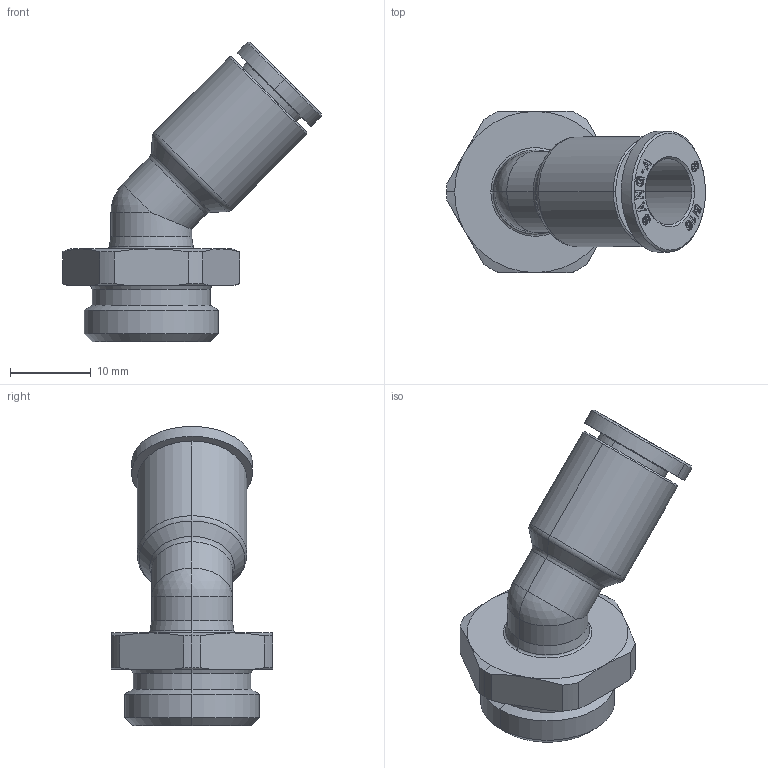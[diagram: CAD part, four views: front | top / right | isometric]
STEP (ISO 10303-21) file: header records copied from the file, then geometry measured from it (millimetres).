
FILE_DESCRIPTION((''),'2;1');
FILE_NAME('GPL45 08G03(3D).stp','2012-12-21T09:39:42',(''),(''),'Mechanical Desktop.R8.0.24.0','Mechanical Desktop.R8.0.24.0',', , ');
FILE_SCHEMA(('CONFIG_CONTROL_DESIGN'));
Length unit declared in the file: millimetre
Products named in the file (2): GPL45 08G03(3D); 睡ヶ1
Assembly tree (1 placements, depth 2):
  GPL45 08G03(3D)
    睡ヶ1
Bounding box: 32.11 x 20 x 37.11 mm (x, y, z)
Volume: 4646.4 mm3; surface area: 3375.9 mm2
Topology: 1 solids, 1 shells, 453 faces, 1247 edges, 817 vertices
Faces by surface type: plane 347, cone 36, cylinder 33, bspline 33, sphere 2, torus 2
Entity records: 15131 total; most frequent: CARTESIAN_POINT 3557, ORIENTED_EDGE 2490, DIRECTION 2228, EDGE_CURVE 1245, VECTOR 1048, LINE 1048, VERTEX_POINT 817, AXIS2_PLACEMENT_3D 590
